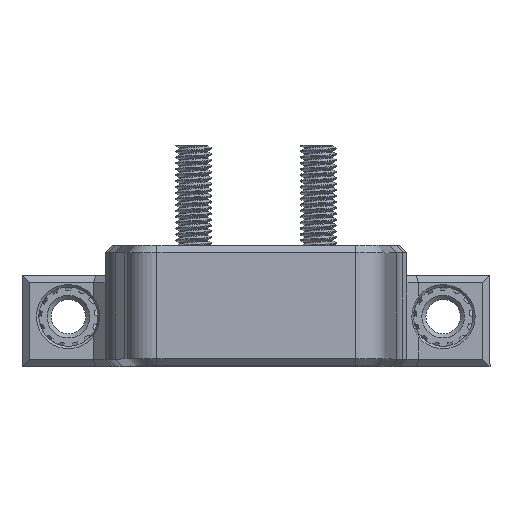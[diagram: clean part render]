
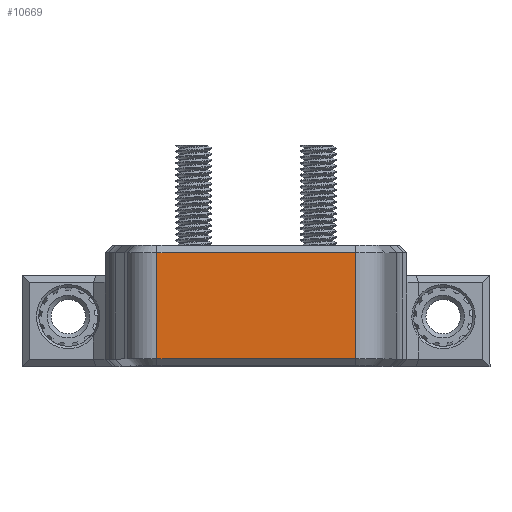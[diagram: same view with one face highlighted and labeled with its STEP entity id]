
A CAD part, top view. The second image highlights one B-rep face of the part: STEP entity #10669.
In plain terms, the highlighted planar face has unit normal (0, 0, 1).
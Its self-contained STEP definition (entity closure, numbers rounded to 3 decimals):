
#1338=PLANE('',#11241);
#2060=FACE_OUTER_BOUND('',#2680,.T.);
#2680=EDGE_LOOP('',(#9680,#9681,#9682,#9683));
#3130=LINE('',#28203,#3712);
#3206=LINE('',#28381,#3788);
#3240=LINE('',#28463,#3822);
#3241=LINE('',#28465,#3823);
#3712=VECTOR('',#12486,10.);
#3788=VECTOR('',#12634,10.);
#3822=VECTOR('',#12706,10.);
#3823=VECTOR('',#12709,10.);
#5028=VERTEX_POINT('',#28196);
#5030=VERTEX_POINT('',#28202);
#5093=VERTEX_POINT('',#28371);
#5095=VERTEX_POINT('',#28377);
#6556=EDGE_CURVE('',#5028,#5030,#3130,.T.);
#6644=EDGE_CURVE('',#5093,#5095,#3206,.T.);
#6684=EDGE_CURVE('',#5095,#5028,#3240,.T.);
#6685=EDGE_CURVE('',#5030,#5093,#3241,.T.);
#9680=ORIENTED_EDGE('',*,*,#6556,.F.);
#9681=ORIENTED_EDGE('',*,*,#6684,.F.);
#9682=ORIENTED_EDGE('',*,*,#6644,.F.);
#9683=ORIENTED_EDGE('',*,*,#6685,.F.);
#10669=ADVANCED_FACE('',(#2060),#1338,.T.);
#11241=AXIS2_PLACEMENT_3D('',#28464,#12707,#12708);
#12486=DIRECTION('',(1.,0.,0.));
#12634=DIRECTION('',(-1.,0.,0.));
#12706=DIRECTION('',(0.,1.,0.));
#12707=DIRECTION('center_axis',(0.,0.,
1.));
#12708=DIRECTION('ref_axis',(-1.,0.,0.));
#12709=DIRECTION('',(0.,-1.,0.));
#28196=CARTESIAN_POINT('',(-8.36,32.16,30.223));
#28202=CARTESIAN_POINT('',(8.359,32.16,30.223));
#28203=CARTESIAN_POINT('',(4.49,32.16,30.223));
#28371=CARTESIAN_POINT('',(8.359,23.2,30.223));
#28377=CARTESIAN_POINT('',(-8.36,23.2,30.223));
#28381=CARTESIAN_POINT('',(10.855,23.2,30.223));
#28463=CARTESIAN_POINT('',(-8.36,32.76,30.223));
#28464=CARTESIAN_POINT('Origin',(8.991,32.76,30.223));
#28465=CARTESIAN_POINT('',(8.359,32.76,30.223));
